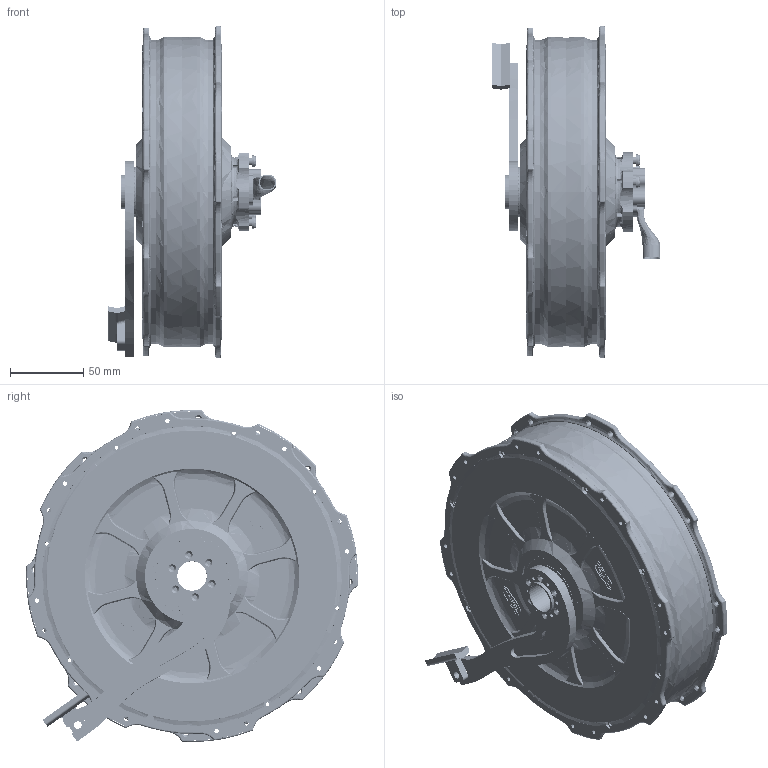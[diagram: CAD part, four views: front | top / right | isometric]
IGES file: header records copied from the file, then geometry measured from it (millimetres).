
Start section: SolidWorks IGES file using analytic representation for surfaces
Global section: file name: 35mm Bearing Assembly.IGS; native system: SolidWorks 2014; preprocessor: SolidWorks 2014; author: Anne-Sophie Rodet; date: 191003.124706; units: millimetre
Bounding box: 114.72 x 225.95 x 225.95 mm (x, y, z)
Surface area: 462902.9 mm2 (no closed solid volume)
Topology: 0 solids, 0 shells, 3692 faces, 43845 edges, 43804 vertices
Faces by surface type: revolution 1948, bspline 1744
